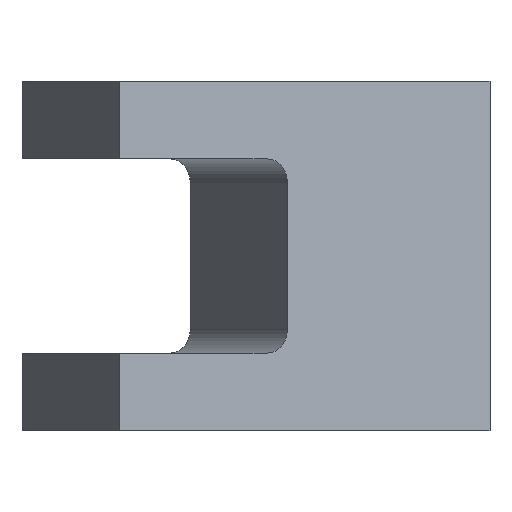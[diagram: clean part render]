
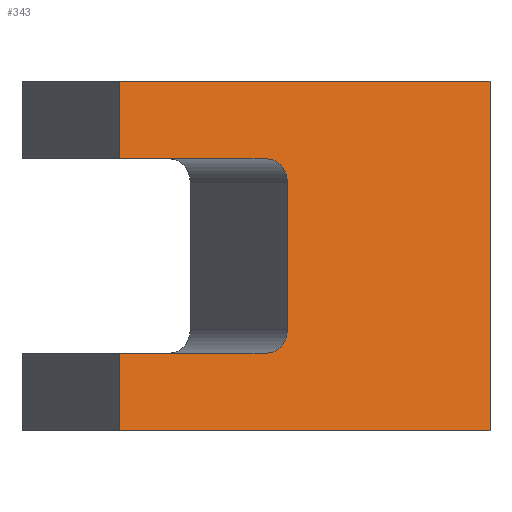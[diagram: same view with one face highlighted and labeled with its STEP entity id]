
A CAD part, left-side view. The second image highlights one B-rep face of the part: STEP entity #343.
In plain terms, the highlighted planar face has unit normal (-0.866, -0.5, 0).
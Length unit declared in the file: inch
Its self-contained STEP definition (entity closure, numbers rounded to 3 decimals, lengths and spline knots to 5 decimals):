
#41 = DIRECTION ( 'NONE',  ( 0.5, -0.866, 0. ) ) ;
#64 = CARTESIAN_POINT ( 'NONE',  ( -1.26438, 0.57395, -0.19 ) ) ;
#122 = DIRECTION ( 'NONE',  ( -0.5, 0.866, 0. ) ) ;
#123 = DIRECTION ( 'NONE',  ( 0.866, 0.5, 0. ) ) ;
#127 = PLANE ( 'NONE',  #818 ) ;
#128 = CARTESIAN_POINT ( 'NONE',  ( -0.93301, 0., 0.45 ) ) ;
#131 = CARTESIAN_POINT ( 'NONE',  ( -1.26438, 0.57395, -0.25 ) ) ;
#133 = CARTESIAN_POINT ( 'NONE',  ( -0.93301, 0., 0.45 ) ) ;
#134 = DIRECTION ( 'NONE',  ( -0.5, 0.866, 0. ) ) ;
#136 = CARTESIAN_POINT ( 'NONE',  ( -0.93301, 0., 0.25 ) ) ;
#143 = CARTESIAN_POINT ( 'NONE',  ( -1.48438, 0.955, 0.25 ) ) ;
#147 = CARTESIAN_POINT ( 'NONE',  ( -1.23438, 0.52199, -0.19 ) ) ;
#151 = CARTESIAN_POINT ( 'NONE',  ( -0.93301, 0., -0.45 ) ) ;
#165 = CARTESIAN_POINT ( 'NONE',  ( -1.48438, 0.955, 0.45 ) ) ;
#169 = CARTESIAN_POINT ( 'NONE',  ( -1.26438, 0.57395, 0.25 ) ) ;
#170 = CARTESIAN_POINT ( 'NONE',  ( -1.48438, 0.955, -0.45 ) ) ;
#174 = VERTEX_POINT ( 'NONE', #227 ) ;
#179 = VERTEX_POINT ( 'NONE', #170 ) ;
#180 = VERTEX_POINT ( 'NONE', #223 ) ;
#182 = VERTEX_POINT ( 'NONE', #169 ) ;
#188 = VERTEX_POINT ( 'NONE', #165 ) ;
#203 = VERTEX_POINT ( 'NONE', #151 ) ;
#207 = VERTEX_POINT ( 'NONE', #147 ) ;
#209 = DIRECTION ( 'NONE',  ( -0.5, 0.866, 0. ) ) ;
#212 = DIRECTION ( 'NONE',  ( 0.866, 0.5, 0. ) ) ;
#214 = VERTEX_POINT ( 'NONE', #143 ) ;
#221 = VERTEX_POINT ( 'NONE', #133 ) ;
#223 = CARTESIAN_POINT ( 'NONE',  ( -1.23438, 0.52199, 0.19 ) ) ;
#225 = CARTESIAN_POINT ( 'NONE',  ( -0.93301, 0., -0.25 ) ) ;
#227 = CARTESIAN_POINT ( 'NONE',  ( -1.48438, 0.955, -0.25 ) ) ;
#230 = VERTEX_POINT ( 'NONE', #131 ) ;
#235 = DIRECTION ( 'NONE',  ( 0.5, -0.866, 0. ) ) ;
#242 = CARTESIAN_POINT ( 'NONE',  ( -0.93301, 0., 0.45 ) ) ;
#244 = DIRECTION ( 'NONE',  ( 0., 0., -1. ) ) ;
#249 = DIRECTION ( 'NONE',  ( 0., 0., -1. ) ) ;
#260 = DIRECTION ( 'NONE',  ( 0.866, 0.5, 0. ) ) ;
#268 = CARTESIAN_POINT ( 'NONE',  ( -0.93301, 0., 0.45 ) ) ;
#272 = CARTESIAN_POINT ( 'NONE',  ( -1.26438, 0.57395, 0.19 ) ) ;
#278 = CARTESIAN_POINT ( 'NONE',  ( -1.23438, 0.52199, 0.45 ) ) ;
#284 = DIRECTION ( 'NONE',  ( 0., 0., -1. ) ) ;
#292 = DIRECTION ( 'NONE',  ( -0.5, 0.866, 0. ) ) ;
#301 = DIRECTION ( 'NONE',  ( 0., 0., -1. ) ) ;
#309 = DIRECTION ( 'NONE',  ( 0.5, -0.866, 0. ) ) ;
#316 = CARTESIAN_POINT ( 'NONE',  ( -0.93301, 0., -0.45 ) ) ;
#322 = CARTESIAN_POINT ( 'NONE',  ( -1.48438, 0.955, 0.45 ) ) ;
#336 = CARTESIAN_POINT ( 'NONE',  ( -1.48438, 0.955, 0.45 ) ) ;
#343 = ADVANCED_FACE ( 'NONE', ( #515 ), #127, .F. ) ;
#369 = ORIENTED_EDGE ( 'NONE', *, *, #782, .T. ) ;
#391 = ORIENTED_EDGE ( 'NONE', *, *, #777, .T. ) ;
#396 = ORIENTED_EDGE ( 'NONE', *, *, #797, .T. ) ;
#398 = ORIENTED_EDGE ( 'NONE', *, *, #804, .T. ) ;
#403 = EDGE_LOOP ( 'NONE', ( #398, #639, #369, #654, #391, #430, #436, #396, #525, #610 ) ) ;
#430 = ORIENTED_EDGE ( 'NONE', *, *, #787, .T. ) ;
#436 = ORIENTED_EDGE ( 'NONE', *, *, #786, .T. ) ;
#515 = FACE_OUTER_BOUND ( 'NONE', #403, .T. ) ;
#525 = ORIENTED_EDGE ( 'NONE', *, *, #800, .F. ) ;
#549 = VECTOR ( 'NONE', #244, 39.37008 ) ;
#550 = LINE ( 'NONE', #336, #549 ) ;
#560 = VECTOR ( 'NONE', #301, 39.37008 ) ;
#562 = VECTOR ( 'NONE', #309, 39.37008 ) ;
#563 = LINE ( 'NONE', #316, #562 ) ;
#564 = VECTOR ( 'NONE', #235, 39.37008 ) ;
#565 = LINE ( 'NONE', #242, #564 ) ;
#578 = LINE ( 'NONE', #268, #560 ) ;
#579 = VECTOR ( 'NONE', #134, 39.37008 ) ;
#581 = LINE ( 'NONE', #225, #579 ) ;
#582 = VECTOR ( 'NONE', #249, 39.37008 ) ;
#583 = LINE ( 'NONE', #322, #582 ) ;
#586 = VECTOR ( 'NONE', #284, 39.37008 ) ;
#588 = CIRCLE ( 'NONE', #754, 0.06 ) ;
#590 = VECTOR ( 'NONE', #41, 39.37008 ) ;
#591 = LINE ( 'NONE', #136, #590 ) ;
#592 = LINE ( 'NONE', #278, #586 ) ;
#599 = CIRCLE ( 'NONE', #819, 0.06 ) ;
#610 = ORIENTED_EDGE ( 'NONE', *, *, #796, .F. ) ;
#639 = ORIENTED_EDGE ( 'NONE', *, *, #785, .T. ) ;
#654 = ORIENTED_EDGE ( 'NONE', *, *, #789, .T. ) ;
#754 = AXIS2_PLACEMENT_3D ( 'NONE', #272, #212, #292 ) ;
#777 = EDGE_CURVE ( 'NONE', #207, #230, #599, .T. ) ;
#782 = EDGE_CURVE ( 'NONE', #182, #180, #588, .T. ) ;
#785 = EDGE_CURVE ( 'NONE', #214, #182, #591, .T. ) ;
#786 = EDGE_CURVE ( 'NONE', #174, #179, #583, .T. ) ;
#787 = EDGE_CURVE ( 'NONE', #230, #174, #581, .T. ) ;
#789 = EDGE_CURVE ( 'NONE', #180, #207, #592, .T. ) ;
#796 = EDGE_CURVE ( 'NONE', #188, #221, #565, .T. ) ;
#797 = EDGE_CURVE ( 'NONE', #179, #203, #563, .T. ) ;
#800 = EDGE_CURVE ( 'NONE', #221, #203, #578, .T. ) ;
#804 = EDGE_CURVE ( 'NONE', #188, #214, #550, .T. ) ;
#818 = AXIS2_PLACEMENT_3D ( 'NONE', #128, #123, #122 ) ;
#819 = AXIS2_PLACEMENT_3D ( 'NONE', #64, #260, #209 ) ;
